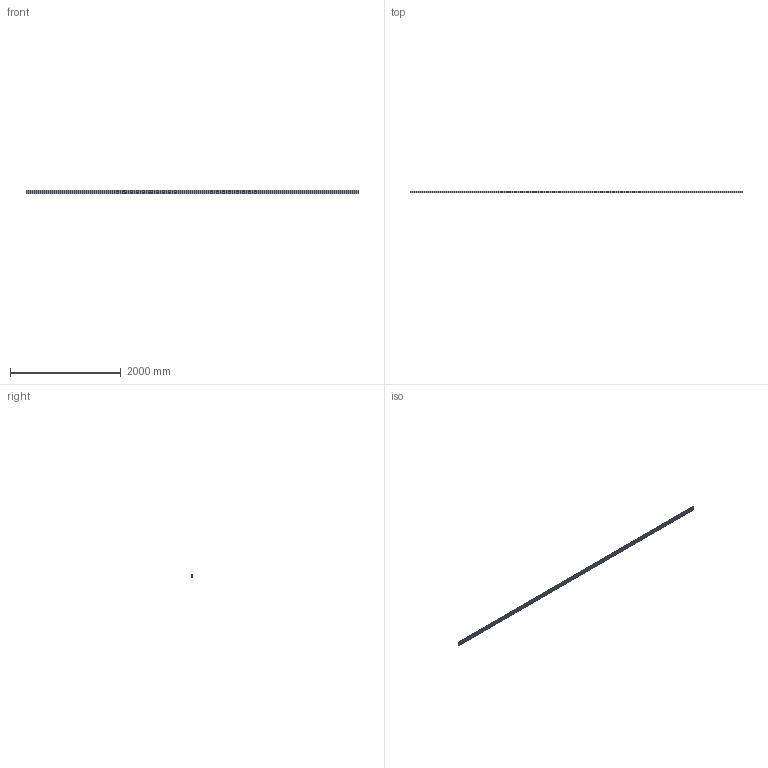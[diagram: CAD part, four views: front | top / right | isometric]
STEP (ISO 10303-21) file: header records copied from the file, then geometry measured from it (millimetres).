
FILE_DESCRIPTION (( 'STEP AP214' ), '1' );
FILE_NAME ('201011 Profil 30x60 Nut 8.STEP', '2019-01-11T13:39:34', ( '' ), ( '' ), 'SwSTEP 2.0', 'SolidWorks 2017', '' );
FILE_SCHEMA (( 'AUTOMOTIVE_DESIGN' ));
Length unit declared in the file: millimetre
Products named in the file (1): 201011 Profil 30x60 Nut 8
Bounding box: 6000 x 30 x 60 mm (x, y, z)
Volume: 3335376.8 mm3; surface area: 3374799.1 mm2
Topology: 1 solids, 1 shells, 293 faces, 873 edges, 582 vertices
Faces by surface type: plane 152, cylinder 141
Entity records: 9971 total; most frequent: CARTESIAN_POINT 1749, ORIENTED_EDGE 1746, DIRECTION 1743, EDGE_CURVE 873, VECTOR 591, LINE 591, VERTEX_POINT 582, AXIS2_PLACEMENT_3D 576
